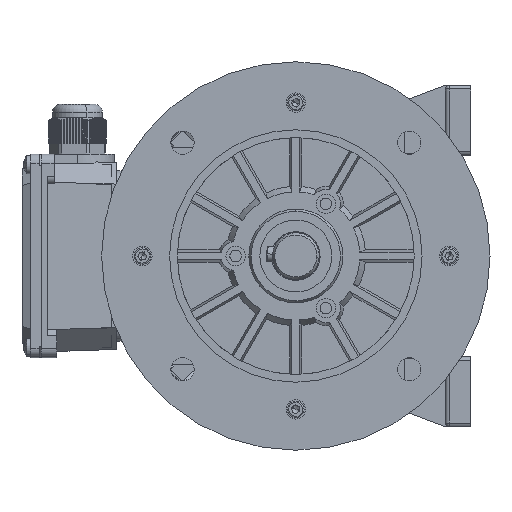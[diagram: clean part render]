
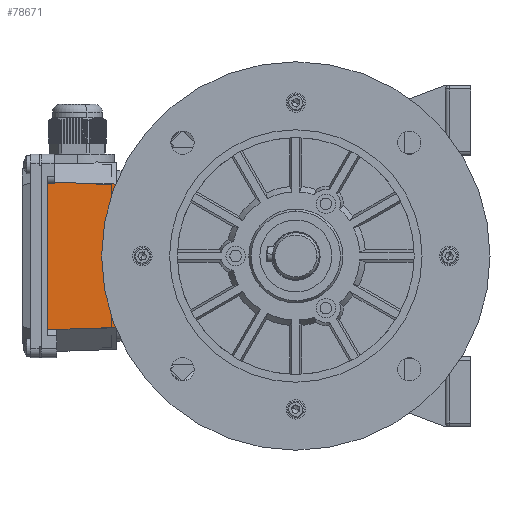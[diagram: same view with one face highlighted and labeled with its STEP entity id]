
A CAD part, left-side view. The second image highlights one B-rep face of the part: STEP entity #78671.
In plain terms, the highlighted face is planar.
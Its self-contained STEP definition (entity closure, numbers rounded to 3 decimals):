
#78631 = EDGE_CURVE ( 'NONE', #78851, #78634, #94517, .T. ) ;
#78634 = VERTEX_POINT ( 'NONE', #94506 ) ;
#78637 = ORIENTED_EDGE ( 'NONE', *, *, #78639, .F. ) ;
#78639 = EDGE_CURVE ( 'NONE', #78641, #78634, #94605, .T. ) ;
#78641 = VERTEX_POINT ( 'NONE', #94598 ) ;
#78643 = ORIENTED_EDGE ( 'NONE', *, *, #78645, .F. ) ;
#78645 = EDGE_CURVE ( 'NONE', #78647, #78641, #94594, .T. ) ;
#78647 = VERTEX_POINT ( 'NONE', #94579 ) ;
#78649 = ORIENTED_EDGE ( 'NONE', *, *, #78651, .T. ) ;
#78651 = EDGE_CURVE ( 'NONE', #78647, #78654, #94567, .T. ) ;
#78654 = VERTEX_POINT ( 'NONE', #94573 ) ;
#78656 = ORIENTED_EDGE ( 'NONE', *, *, #78802, .F. ) ;
#78671 = ADVANCED_FACE ( 'NONE', ( #94741 ), #94740, .F. ) ;
#78675 = EDGE_LOOP ( 'NONE', ( #78677, #78685, #78694, #78854, #78637, #78643, #78649, #78656 ) ) ;
#78677 = ORIENTED_EDGE ( 'NONE', *, *, #78679, .F. ) ;
#78679 = EDGE_CURVE ( 'NONE', #78681, #78682, #94707, .T. ) ;
#78681 = VERTEX_POINT ( 'NONE', #94700 ) ;
#78682 = VERTEX_POINT ( 'NONE', #94698 ) ;
#78685 = ORIENTED_EDGE ( 'NONE', *, *, #78687, .F. ) ;
#78687 = EDGE_CURVE ( 'NONE', #78690, #78681, #94680, .T. ) ;
#78690 = VERTEX_POINT ( 'NONE', #94806 ) ;
#78694 = ORIENTED_EDGE ( 'NONE', *, *, #78848, .F. ) ;
#78802 = EDGE_CURVE ( 'NONE', #78682, #78654, #95045, .T. ) ;
#78848 = EDGE_CURVE ( 'NONE', #78851, #78690, #95189, .T. ) ;
#78851 = VERTEX_POINT ( 'NONE', #95284 ) ;
#78854 = ORIENTED_EDGE ( 'NONE', *, *, #78631, .T. ) ;
#94506 = CARTESIAN_POINT ( 'NONE',  ( 0., -37.04, 47.995 ) ) ;
#94512 = DIRECTION ( 'NONE',  ( 0., -1., -0.001 ) ) ;
#94513 = VECTOR ( 'NONE', #94512, 1000. ) ;
#94515 = CARTESIAN_POINT ( 'NONE',  ( 0., 87.477, 48.147 ) ) ;
#94517 = LINE ( 'NONE', #94515, #94513 ) ;
#94554 = CARTESIAN_POINT ( 'NONE',  ( 35.5, -37.116, 49.234 ) ) ;
#94556 = CARTESIAN_POINT ( 'NONE',  ( 34.294, -37.11, 49.192 ) ) ;
#94558 = CARTESIAN_POINT ( 'NONE',  ( 33.086, -37.104, 49.15 ) ) ;
#94560 = CARTESIAN_POINT ( 'NONE',  ( 31.875, -37.099, 49.107 ) ) ;
#94567 =( BOUNDED_CURVE ( )  B_SPLINE_CURVE ( 3, ( #94560, #94558, #94556, #94554 ),
 .UNSPECIFIED., .F., .T. ) 
 B_SPLINE_CURVE_WITH_KNOTS ( ( 4, 4 ),
 ( 1.693, 1.726 ),
 .UNSPECIFIED. ) 
 CURVE ( )  GEOMETRIC_REPRESENTATION_ITEM ( )  RATIONAL_B_SPLINE_CURVE ( ( 1., 1., 1., 1. ) ) 
 REPRESENTATION_ITEM ( '' )  );
#94573 = CARTESIAN_POINT ( 'NONE',  ( 35.5, -37.116, 49.234 ) ) ;
#94579 = CARTESIAN_POINT ( 'NONE',  ( 31.875, -37.099, 49.107 ) ) ;
#94589 = DIRECTION ( 'NONE',  ( 0., -1., -0.001 ) ) ;
#94591 = VECTOR ( 'NONE', #94589, 1000. ) ;
#94593 = CARTESIAN_POINT ( 'NONE',  ( 31.875, -49.393, 49.092 ) ) ;
#94594 = LINE ( 'NONE', #94593, #94591 ) ;
#94598 = CARTESIAN_POINT ( 'NONE',  ( 31.875, -37.897, 49.106 ) ) ;
#94600 = DIRECTION ( 'NONE',  ( -0.999, 0.027, -0.035 ) ) ;
#94601 = VECTOR ( 'NONE', #94600, 1000. ) ;
#94603 = CARTESIAN_POINT ( 'NONE',  ( 40.501, -38.128, 49.407 ) ) ;
#94605 = LINE ( 'NONE', #94603, #94601 ) ;
#94675 = DIRECTION ( 'NONE',  ( 0., -1., -0.001 ) ) ;
#94676 = VECTOR ( 'NONE', #94675, 1000. ) ;
#94678 = CARTESIAN_POINT ( 'NONE',  ( 30.5, -49.393, 49.044 ) ) ;
#94680 = LINE ( 'NONE', #94678, #94676 ) ;
#94698 = CARTESIAN_POINT ( 'NONE',  ( 35.5, 37.901, 49.325 ) ) ;
#94700 = CARTESIAN_POINT ( 'NONE',  ( 30.5, 37.727, 49.151 ) ) ;
#94703 = DIRECTION ( 'NONE',  ( 0.999, 0.035, 0.035 ) ) ;
#94704 = VECTOR ( 'NONE', #94703, 1000. ) ;
#94706 = CARTESIAN_POINT ( 'NONE',  ( 40.497, 38.076, 49.5 ) ) ;
#94707 = LINE ( 'NONE', #94706, #94704 ) ;
#94727 = DIRECTION ( 'NONE',  ( -0.999, 0., -0.035 ) ) ;
#94729 = DIRECTION ( 'NONE',  ( 0.035, 0.001, -0.999 ) ) ;
#94731 = CARTESIAN_POINT ( 'NONE',  ( 43.553, -49.393, 49.5 ) ) ;
#94733 = AXIS2_PLACEMENT_3D ( 'NONE', #94731, #94729, #94727 ) ;
#94740 = PLANE ( 'NONE',  #94733 ) ;
#94741 = FACE_OUTER_BOUND ( 'NONE', #78675, .T. ) ;
#94806 = CARTESIAN_POINT ( 'NONE',  ( 30.5, 37.767, 49.151 ) ) ;
#95040 = DIRECTION ( 'NONE',  ( 0., -1., -0.001 ) ) ;
#95042 = VECTOR ( 'NONE', #95040, 1000. ) ;
#95044 = CARTESIAN_POINT ( 'NONE',  ( 35.5, -49.393, 49.219 ) ) ;
#95045 = LINE ( 'NONE', #95044, #95042 ) ;
#95184 = DIRECTION ( 'NONE',  ( 0.999, 0.027, 0.035 ) ) ;
#95185 = VECTOR ( 'NONE', #95184, 1000. ) ;
#95187 = CARTESIAN_POINT ( 'NONE',  ( 40.5, 38.036, 49.5 ) ) ;
#95189 = LINE ( 'NONE', #95187, #95185 ) ;
#95284 = CARTESIAN_POINT ( 'NONE',  ( 0., 36.95, 48.085 ) ) ;
